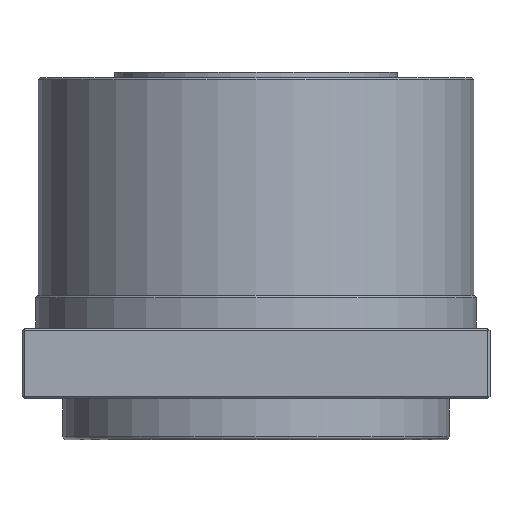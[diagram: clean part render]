
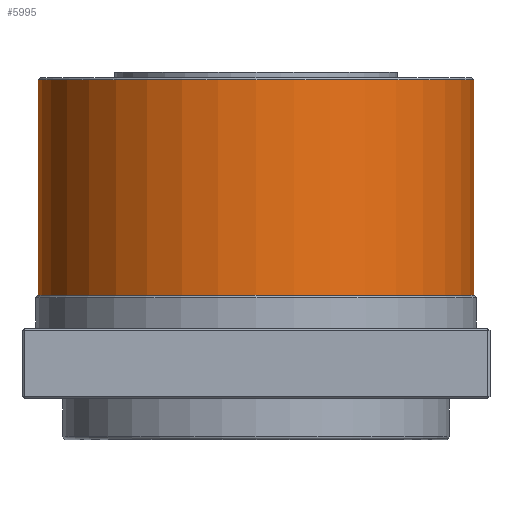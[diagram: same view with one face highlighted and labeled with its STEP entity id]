
A CAD part, front view. The second image highlights one B-rep face of the part: STEP entity #5995.
In plain terms, the highlighted cylindrical face has radius 20 mm (diameter 40 mm), a full revolution.
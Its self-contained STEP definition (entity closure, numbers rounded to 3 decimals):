
#357=FACE_OUTER_BOUND('',#694,.T.);
#694=EDGE_LOOP('',(#4585,#4586,#4587,#4588));
#850=CIRCLE('',#6391,20.);
#852=CIRCLE('',#6394,20.);
#1682=LINE('',#16045,#1987);
#1987=VECTOR('',#7330,20.);
#2614=VERTEX_POINT('',#16036);
#2616=VERTEX_POINT('',#16041);
#3435=EDGE_CURVE('',#2614,#2614,#850,.T.);
#3438=EDGE_CURVE('',#2616,#2616,#852,.T.);
#3439=EDGE_CURVE('',#2616,#2614,#1682,.T.);
#4585=ORIENTED_EDGE('',*,*,#3438,.F.);
#4586=ORIENTED_EDGE('',*,*,#3439,.T.);
#4587=ORIENTED_EDGE('',*,*,#3435,.F.);
#4588=ORIENTED_EDGE('',*,*,#3439,.F.);
#5724=CYLINDRICAL_SURFACE('',#6395,20.);
#5995=ADVANCED_FACE('',(#357),#5724,.T.);
#6391=AXIS2_PLACEMENT_3D('',#16037,#7319,#7320);
#6394=AXIS2_PLACEMENT_3D('',#16043,#7326,#7327);
#6395=AXIS2_PLACEMENT_3D('',#16044,#7328,#7329);
#7319=DIRECTION('center_axis',(0.,0.,-1.));
#7320=DIRECTION('ref_axis',(-1.,0.,0.));
#7326=DIRECTION('center_axis',(0.,0.,1.));
#7327=DIRECTION('ref_axis',(-1.,0.,0.));
#7328=DIRECTION('center_axis',(0.,0.,1.));
#7329=DIRECTION('ref_axis',(-1.,0.,0.));
#7330=DIRECTION('',(0.,0.,-1.));
#16036=CARTESIAN_POINT('',(41.5,21.5,9.5));
#16037=CARTESIAN_POINT('Origin',(21.5,21.5,9.5));
#16041=CARTESIAN_POINT('',(41.5,21.5,29.3));
#16043=CARTESIAN_POINT('Origin',(21.5,21.5,29.3));
#16044=CARTESIAN_POINT('Origin',(21.5,21.5,9.5));
#16045=CARTESIAN_POINT('',(41.5,21.5,9.5));
